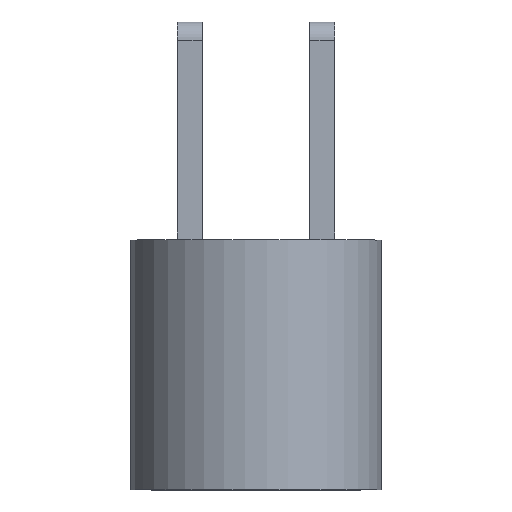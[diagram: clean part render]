
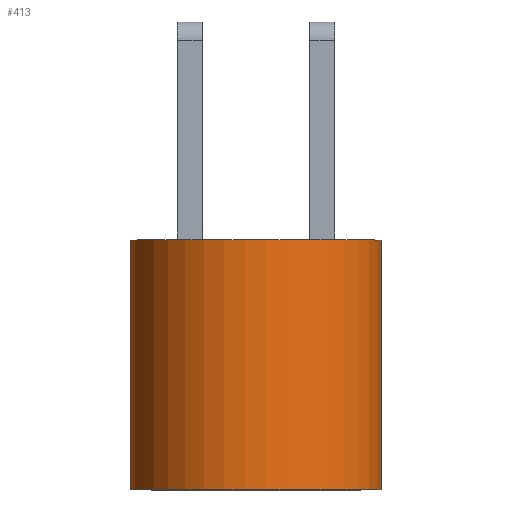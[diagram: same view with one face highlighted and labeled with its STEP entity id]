
A CAD part, top view. The second image highlights one B-rep face of the part: STEP entity #413.
In plain terms, the highlighted cylindrical face has radius 2.415 mm (diameter 4.83 mm), a partial arc.
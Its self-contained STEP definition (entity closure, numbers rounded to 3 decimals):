
#305 = VERTEX_POINT('',#306);
#306 = CARTESIAN_POINT('',(-0.746,-4.,0.07));
#307 = VERTEX_POINT('',#308);
#308 = CARTESIAN_POINT('',(3.286,-4.,0.07));
#314 = EDGE_CURVE('',#307,#305,#315,.T.);
#315 = CIRCLE('',#316,2.415);
#316 = AXIS2_PLACEMENT_3D('',#317,#318,#319);
#317 = CARTESIAN_POINT('',(1.27,-4.,1.4));
#318 = DIRECTION('',(0.,-1.,0.));
#319 = DIRECTION('',(1.,0.,0.));
#386 = EDGE_CURVE('',#305,#387,#389,.T.);
#387 = VERTEX_POINT('',#388);
#388 = CARTESIAN_POINT('',(-0.746,-8.8,0.07));
#389 = LINE('',#390,#391);
#390 = CARTESIAN_POINT('',(-0.746,-4.,0.07));
#391 = VECTOR('',#392,1.);
#392 = DIRECTION('',(0.,-1.,0.));
#395 = VERTEX_POINT('',#396);
#396 = CARTESIAN_POINT('',(3.286,-8.8,0.07));
#402 = EDGE_CURVE('',#307,#395,#403,.T.);
#403 = LINE('',#404,#405);
#404 = CARTESIAN_POINT('',(3.286,-4.,0.07));
#405 = VECTOR('',#406,1.);
#406 = DIRECTION('',(0.,-1.,0.));
#413 = ADVANCED_FACE('',(#414),#426,.T.);
#414 = FACE_BOUND('',#415,.F.);
#415 = EDGE_LOOP('',(#416,#417,#424,#425));
#416 = ORIENTED_EDGE('',*,*,#402,.T.);
#417 = ORIENTED_EDGE('',*,*,#418,.T.);
#418 = EDGE_CURVE('',#395,#387,#419,.T.);
#419 = CIRCLE('',#420,2.415);
#420 = AXIS2_PLACEMENT_3D('',#421,#422,#423);
#421 = CARTESIAN_POINT('',(1.27,-8.8,1.4));
#422 = DIRECTION('',(0.,-1.,0.));
#423 = DIRECTION('',(1.,0.,0.));
#424 = ORIENTED_EDGE('',*,*,#386,.F.);
#425 = ORIENTED_EDGE('',*,*,#314,.F.);
#426 = CYLINDRICAL_SURFACE('',#427,2.415);
#427 = AXIS2_PLACEMENT_3D('',#428,#429,#430);
#428 = CARTESIAN_POINT('',(1.27,-4.,1.4));
#429 = DIRECTION('',(0.,1.,0.));
#430 = DIRECTION('',(1.,0.,0.));
